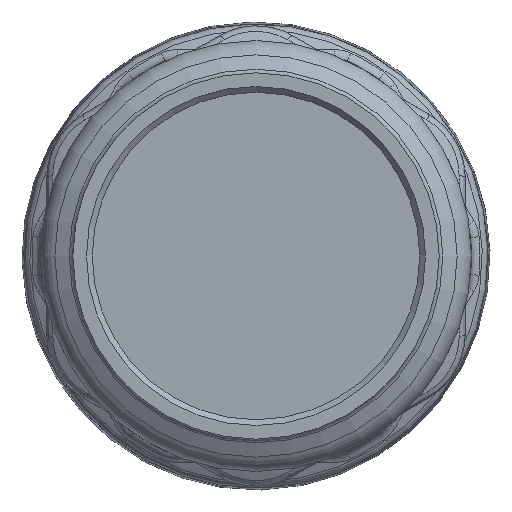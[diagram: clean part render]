
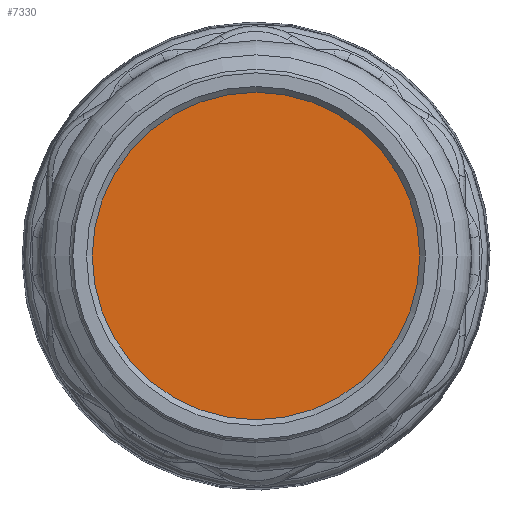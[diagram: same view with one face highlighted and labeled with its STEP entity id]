
A CAD part, front view. The second image highlights one B-rep face of the part: STEP entity #7330.
In plain terms, the highlighted planar face has unit normal (0, -1, 0).
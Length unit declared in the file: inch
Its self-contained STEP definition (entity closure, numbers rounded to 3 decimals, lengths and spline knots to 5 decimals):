
#807=PLANE('',#8218);
#1247=FACE_OUTER_BOUND('',#1725,.T.);
#1725=EDGE_LOOP('',(#6243));
#2563=CIRCLE('',#8219,0.64302);
#3185=VERTEX_POINT('',#18812);
#4210=EDGE_CURVE('',#3185,#3185,#2563,.T.);
#6243=ORIENTED_EDGE('',*,*,#4210,.T.);
#7330=ADVANCED_FACE('',(#1247),#807,.T.);
#8218=AXIS2_PLACEMENT_3D('',#18811,#10158,#10159);
#8219=AXIS2_PLACEMENT_3D('',#18813,#10160,#10161);
#10158=DIRECTION('center_axis',(0.,-1.,0.));
#10159=DIRECTION('ref_axis',(0.,0.,-1.));
#10160=DIRECTION('center_axis',(0.,-1.,0.));
#10161=DIRECTION('ref_axis',(0.,0.,-1.));
#18811=CARTESIAN_POINT('Origin',(0.,-2.74527,0.));
#18812=CARTESIAN_POINT('',(0.,-2.74527,0.64302));
#18813=CARTESIAN_POINT('Origin',(0.,-2.74527,0.));
